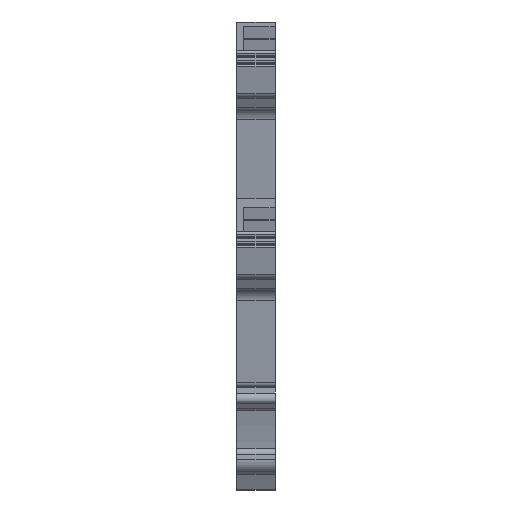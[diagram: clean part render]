
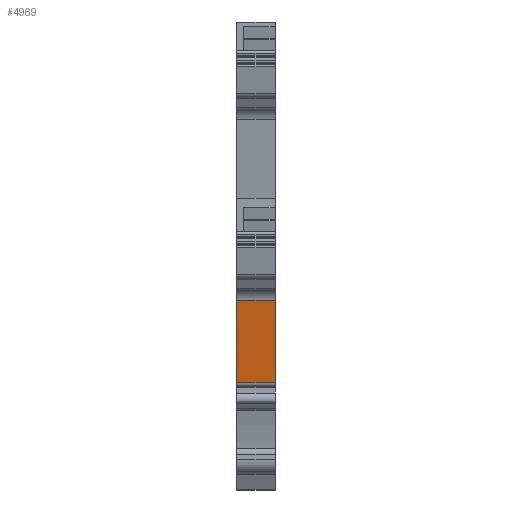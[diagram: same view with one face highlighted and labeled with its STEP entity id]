
A CAD part, front view. The second image highlights one B-rep face of the part: STEP entity #4969.
In plain terms, the highlighted planar face has unit normal (0, -0.984, -0.177).
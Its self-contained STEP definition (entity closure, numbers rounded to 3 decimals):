
#4949=AXIS2_PLACEMENT_3D('Plane Axis2P3D',#4946,#4947,#4948) ;
#927=CARTESIAN_POINT('Vertex',(5.1,7.524,25.243)) ;
#930=CARTESIAN_POINT('Line Origine',(5.1,8.513,19.756)) ;
#934=CARTESIAN_POINT('Vertex',(5.1,9.502,14.27)) ;
#4930=CARTESIAN_POINT('Vertex',(0.,7.524,25.243)) ;
#4933=CARTESIAN_POINT('Line Origine',(5.1,7.524,25.243)) ;
#4946=CARTESIAN_POINT('Axis2P3D Location',(5.1,7.524,25.243)) ;
#4951=CARTESIAN_POINT('Line Origine',(0.,8.513,19.756)) ;
#4955=CARTESIAN_POINT('Vertex',(0.,9.502,14.27)) ;
#4958=CARTESIAN_POINT('Line Origine',(2.55,9.502,14.27)) ;
#931=DIRECTION('Vector Direction',(0.,0.177,-0.984)) ;
#4934=DIRECTION('Vector Direction',(1.,0.,0.)) ;
#4947=DIRECTION('Axis2P3D Direction',(-0.,0.984,0.177)) ;
#4948=DIRECTION('Axis2P3D XDirection',(0.,-0.177,0.984)) ;
#4952=DIRECTION('Vector Direction',(0.,0.177,-0.984)) ;
#4959=DIRECTION('Vector Direction',(-1.,0.,0.)) ;
#932=VECTOR('Line Direction',#931,1.) ;
#4935=VECTOR('Line Direction',#4934,1.) ;
#4953=VECTOR('Line Direction',#4952,1.) ;
#4960=VECTOR('Line Direction',#4959,1.) ;
#4964=ORIENTED_EDGE('',*,*,#4957,.T.) ;
#4965=ORIENTED_EDGE('',*,*,#4962,.F.) ;
#4966=ORIENTED_EDGE('',*,*,#936,.F.) ;
#4967=ORIENTED_EDGE('',*,*,#4937,.T.) ;
#4969=ADVANCED_FACE('V1',(#4968),#4950,.F.) ;
#936=EDGE_CURVE('',#928,#935,#933,.T.) ;
#4937=EDGE_CURVE('',#928,#4931,#4936,.F.) ;
#4957=EDGE_CURVE('',#4931,#4956,#4954,.T.) ;
#4962=EDGE_CURVE('',#935,#4956,#4961,.T.) ;
#4963=EDGE_LOOP('',(#4964,#4965,#4966,#4967)) ;
#4968=FACE_OUTER_BOUND('',#4963,.T.) ;
#933=LINE('Line',#930,#932) ;
#4936=LINE('Line',#4933,#4935) ;
#4954=LINE('Line',#4951,#4953) ;
#4961=LINE('Line',#4958,#4960) ;
#4950=PLANE('',#4949) ;
#928=VERTEX_POINT('',#927) ;
#935=VERTEX_POINT('',#934) ;
#4931=VERTEX_POINT('',#4930) ;
#4956=VERTEX_POINT('',#4955) ;
